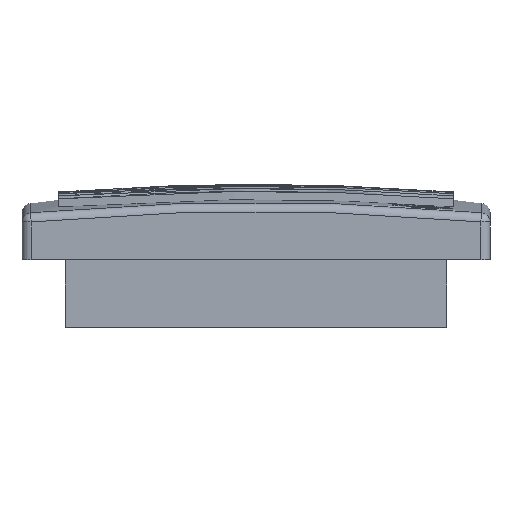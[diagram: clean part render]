
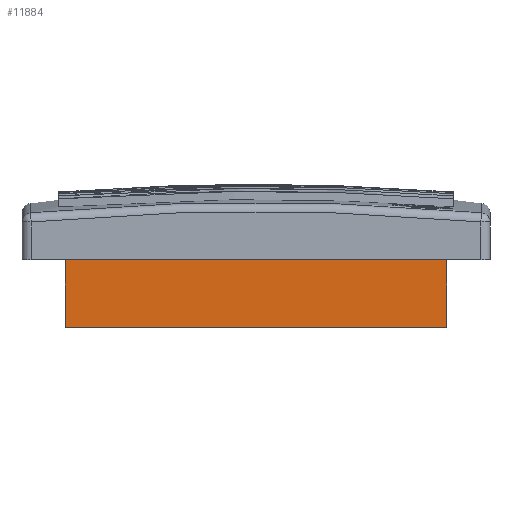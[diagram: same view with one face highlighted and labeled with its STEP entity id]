
A CAD part, front view. The second image highlights one B-rep face of the part: STEP entity #11884.
In plain terms, the highlighted planar face has unit normal (0, -1, 0).
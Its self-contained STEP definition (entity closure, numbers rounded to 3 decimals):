
#348 = CARTESIAN_POINT ( 'NONE',  ( 124., -124., 0. ) ) ;
#1846 = LINE ( 'NONE', #9626, #6149 ) ;
#3309 = DIRECTION ( 'NONE',  ( 0., 0., 1. ) ) ;
#4202 = VERTEX_POINT ( 'NONE', #6377 ) ;
#4506 = EDGE_CURVE ( 'NONE', #4202, #4749, #1846, .T. ) ;
#4749 = VERTEX_POINT ( 'NONE', #4873 ) ;
#4873 = CARTESIAN_POINT ( 'NONE',  ( 0., -124., 0. ) ) ;
#5175 = ORIENTED_EDGE ( 'NONE', *, *, #5895, .T. ) ;
#5384 = CARTESIAN_POINT ( 'NONE',  ( 124., -124., -22. ) ) ;
#5895 = EDGE_CURVE ( 'NONE', #6840, #4749, #11750, .T. ) ;
#6149 = VECTOR ( 'NONE', #9539, 1000. ) ;
#6339 = FACE_OUTER_BOUND ( 'NONE', #7782, .T. ) ;
#6377 = CARTESIAN_POINT ( 'NONE',  ( 0., -124., -22. ) ) ;
#6507 = VECTOR ( 'NONE', #3309, 1000. ) ;
#6632 = EDGE_CURVE ( 'NONE', #10568, #6840, #7103, .T. ) ;
#6747 = EDGE_CURVE ( 'NONE', #10568, #4202, #9053, .T. ) ;
#6840 = VERTEX_POINT ( 'NONE', #348 ) ;
#6843 = VECTOR ( 'NONE', #8373, 1000. ) ;
#7103 = LINE ( 'NONE', #5384, #6507 ) ;
#7146 = ORIENTED_EDGE ( 'NONE', *, *, #6632, .T. ) ;
#7652 = DIRECTION ( 'NONE',  ( -1., 0., 0. ) ) ;
#7696 = CARTESIAN_POINT ( 'NONE',  ( 124., -124., 0. ) ) ;
#7782 = EDGE_LOOP ( 'NONE', ( #5175, #13511, #9232, #7146 ) ) ;
#8373 = DIRECTION ( 'NONE',  ( -1., 0., 0. ) ) ;
#8393 = VECTOR ( 'NONE', #7652, 1000. ) ;
#9053 = LINE ( 'NONE', #11182, #6843 ) ;
#9232 = ORIENTED_EDGE ( 'NONE', *, *, #6747, .F. ) ;
#9336 = CARTESIAN_POINT ( 'NONE',  ( 124., -124., -22. ) ) ;
#9539 = DIRECTION ( 'NONE',  ( 0., 0., 1. ) ) ;
#9626 = CARTESIAN_POINT ( 'NONE',  ( 0., -124., -22. ) ) ;
#9849 = DIRECTION ( 'NONE',  ( 0., 0., -1. ) ) ;
#9892 = DIRECTION ( 'NONE',  ( 0., 1., 0. ) ) ;
#9933 = CARTESIAN_POINT ( 'NONE',  ( 124., -124., -22. ) ) ;
#10245 = PLANE ( 'NONE',  #10685 ) ;
#10568 = VERTEX_POINT ( 'NONE', #9336 ) ;
#10685 = AXIS2_PLACEMENT_3D ( 'NONE', #9933, #9892, #9849 ) ;
#11182 = CARTESIAN_POINT ( 'NONE',  ( 124., -124., -22. ) ) ;
#11750 = LINE ( 'NONE', #7696, #8393 ) ;
#11884 = ADVANCED_FACE ( 'NONE', ( #6339 ), #10245, .F. ) ;
#13511 = ORIENTED_EDGE ( 'NONE', *, *, #4506, .F. ) ;
